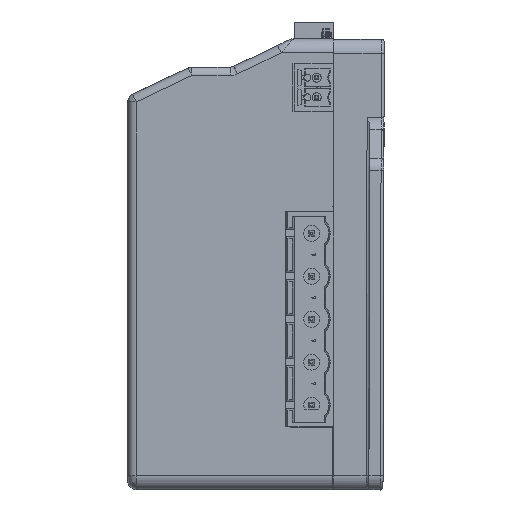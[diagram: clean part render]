
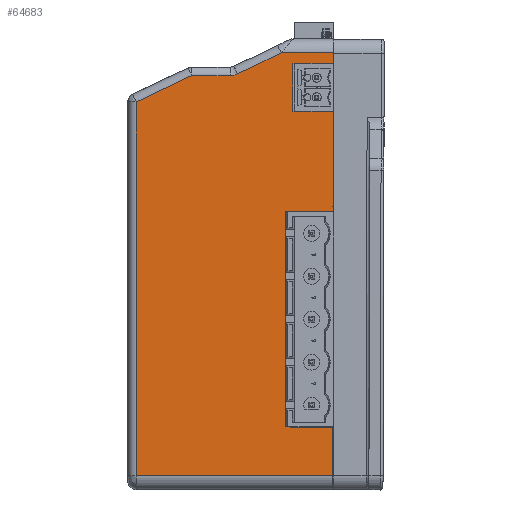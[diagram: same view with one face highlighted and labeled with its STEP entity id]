
A CAD part, left-side view. The second image highlights one B-rep face of the part: STEP entity #64683.
In plain terms, the highlighted face is planar.
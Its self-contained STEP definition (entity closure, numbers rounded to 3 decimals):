
#1500 = VECTOR ( 'NONE', #16890, 1000. ) ;
#1515 = ORIENTED_EDGE ( 'NONE', *, *, #38766, .T. ) ;
#2414 = DIRECTION ( 'NONE',  ( 1., 0., 0. ) ) ;
#2645 = DIRECTION ( 'NONE',  ( 0., 0., -1. ) ) ;
#3236 = ORIENTED_EDGE ( 'NONE', *, *, #74858, .T. ) ;
#3312 = PLANE ( 'NONE',  #110594 ) ;
#3852 = CARTESIAN_POINT ( 'NONE',  ( 150., 9.261, -77.5 ) ) ;
#5151 =( BOUNDED_CURVE ( )  B_SPLINE_CURVE ( 3, ( #89021, #68181, #7427, #110382 ),
 .UNSPECIFIED., .F., .F. ) 
 B_SPLINE_CURVE_WITH_KNOTS ( ( 4, 4 ),
 ( 0., 1. ),
 .UNSPECIFIED. ) 
 CURVE ( )  GEOMETRIC_REPRESENTATION_ITEM ( )  RATIONAL_B_SPLINE_CURVE ( ( 1., 0.984, 0.984, 1. ) ) 
 REPRESENTATION_ITEM ( '' )  );
#5709 = VERTEX_POINT ( 'NONE', #98196 ) ;
#6952 = LINE ( 'NONE', #73994, #45891 ) ;
#7427 = CARTESIAN_POINT ( 'NONE',  ( 150., 17.454, -73.599 ) ) ;
#8528 = LINE ( 'NONE', #3852, #89695 ) ;
#8649 = CARTESIAN_POINT ( 'NONE',  ( 150., 9.261, -77.5 ) ) ;
#9232 = EDGE_CURVE ( 'NONE', #50914, #5709, #126992, .T. ) ;
#15942 = VERTEX_POINT ( 'NONE', #18900 ) ;
#16702 = CARTESIAN_POINT ( 'NONE',  ( 150., 0., -11.125 ) ) ;
#16736 = LINE ( 'NONE', #101134, #109290 ) ;
#16890 = DIRECTION ( 'NONE',  ( 0., 1., 0. ) ) ;
#17277 = CARTESIAN_POINT ( 'NONE',  ( 150., 18.339, -73.5 ) ) ;
#18226 = CARTESIAN_POINT ( 'NONE',  ( 150., 0., -2.5 ) ) ;
#18900 = CARTESIAN_POINT ( 'NONE',  ( 150., 35., -2.5 ) ) ;
#21233 = VERTEX_POINT ( 'NONE', #67751 ) ;
#21552 = VECTOR ( 'NONE', #82779, 1000. ) ;
#22321 = ORIENTED_EDGE ( 'NONE', *, *, #50683, .T. ) ;
#23943 = LINE ( 'NONE', #71158, #87194 ) ;
#24660 = ORIENTED_EDGE ( 'NONE', *, *, #129406, .F. ) ;
#24687 = DIRECTION ( 'NONE',  ( 0., 0., -1. ) ) ;
#28514 = EDGE_CURVE ( 'NONE', #114771, #34058, #63200, .T. ) ;
#29177 = EDGE_CURVE ( 'NONE', #124773, #44873, #5151, .T. ) ;
#29291 = FACE_OUTER_BOUND ( 'NONE', #100320, .T. ) ;
#31980 = CARTESIAN_POINT ( 'NONE',  ( 150., 0., 0. ) ) ;
#33902 = VERTEX_POINT ( 'NONE', #61506 ) ;
#34058 = VERTEX_POINT ( 'NONE', #93687 ) ;
#34595 = CARTESIAN_POINT ( 'NONE',  ( 150., 7., -67.225 ) ) ;
#36440 = CARTESIAN_POINT ( 'NONE',  ( 150., 7.7, -11.125 ) ) ;
#37128 = DIRECTION ( 'NONE',  ( 0., 0., -1. ) ) ;
#37167 = VECTOR ( 'NONE', #52264, 1000. ) ;
#37571 = DIRECTION ( 'NONE',  ( 0., 1., 0. ) ) ;
#38753 = ORIENTED_EDGE ( 'NONE', *, *, #9232, .T. ) ;
#38766 = EDGE_CURVE ( 'NONE', #92865, #84103, #57429, .T. ) ;
#40399 = CARTESIAN_POINT ( 'NONE',  ( 150., 0., 0. ) ) ;
#41783 = CARTESIAN_POINT ( 'NONE',  ( 150., 0., -73.5 ) ) ;
#43208 = DIRECTION ( 'NONE',  ( 0., 0., -1. ) ) ;
#44608 = VERTEX_POINT ( 'NONE', #8649 ) ;
#44698 = ORIENTED_EDGE ( 'NONE', *, *, #67187, .T. ) ;
#44873 = VERTEX_POINT ( 'NONE', #106084 ) ;
#45742 = VERTEX_POINT ( 'NONE', #36440 ) ;
#45863 = DIRECTION ( 'NONE',  ( 0., -1., 0. ) ) ;
#45891 = VECTOR ( 'NONE', #115284, 1000. ) ;
#46136 = LINE ( 'NONE', #57565, #106107 ) ;
#46375 = CARTESIAN_POINT ( 'NONE',  ( 150., 0., -11.125 ) ) ;
#46956 = LINE ( 'NONE', #116642, #111876 ) ;
#47837 = ORIENTED_EDGE ( 'NONE', *, *, #79680, .T. ) ;
#49474 = DIRECTION ( 'NONE',  ( 0., -1., 0. ) ) ;
#49485 = VECTOR ( 'NONE', #37128, 1000. ) ;
#50155 = ORIENTED_EDGE ( 'NONE', *, *, #51760, .T. ) ;
#50338 = DIRECTION ( 'NONE',  ( 0., 0.903, 0.43 ) ) ;
#50683 = EDGE_CURVE ( 'NONE', #34058, #33902, #46136, .T. ) ;
#50914 = VERTEX_POINT ( 'NONE', #99719 ) ;
#51760 = EDGE_CURVE ( 'NONE', #45742, #21233, #58830, .T. ) ;
#52264 = DIRECTION ( 'NONE',  ( 0., 1., 0. ) ) ;
#55878 = ORIENTED_EDGE ( 'NONE', *, *, #85233, .T. ) ;
#56528 = VECTOR ( 'NONE', #37571, 1000. ) ;
#57429 = LINE ( 'NONE', #40399, #109386 ) ;
#57565 = CARTESIAN_POINT ( 'NONE',  ( 150., 0., -75.525 ) ) ;
#58737 = ORIENTED_EDGE ( 'NONE', *, *, #91705, .T. ) ;
#58830 = LINE ( 'NONE', #65944, #83181 ) ;
#61506 = CARTESIAN_POINT ( 'NONE',  ( 150., 0., -75.525 ) ) ;
#63200 = LINE ( 'NONE', #84283, #64744 ) ;
#64683 = ADVANCED_FACE ( 'NONE', ( #29291 ), #3312, .T. ) ;
#64744 = VECTOR ( 'NONE', #2645, 1000. ) ;
#65944 = CARTESIAN_POINT ( 'NONE',  ( 150., 7.7, 0. ) ) ;
#67187 = EDGE_CURVE ( 'NONE', #84103, #45742, #84074, .T. ) ;
#67638 = ORIENTED_EDGE ( 'NONE', *, *, #82186, .T. ) ;
#67751 = CARTESIAN_POINT ( 'NONE',  ( 150., 7.7, -49.375 ) ) ;
#68148 = CARTESIAN_POINT ( 'NONE',  ( 150., 0., -77.5 ) ) ;
#68181 = CARTESIAN_POINT ( 'NONE',  ( 150., 17.891, -73.5 ) ) ;
#71158 = CARTESIAN_POINT ( 'NONE',  ( 150., 25.161, -73.5 ) ) ;
#73994 = CARTESIAN_POINT ( 'NONE',  ( 150., 0., -49.375 ) ) ;
#74858 = EDGE_CURVE ( 'NONE', #124773, #125586, #87418, .T. ) ;
#74975 = DIRECTION ( 'NONE',  ( 0., 0., -1. ) ) ;
#79680 = EDGE_CURVE ( 'NONE', #21233, #50914, #6952, .T. ) ;
#81245 = CARTESIAN_POINT ( 'NONE',  ( 150., 0., -67.225 ) ) ;
#82186 = EDGE_CURVE ( 'NONE', #125586, #107129, #23943, .T. ) ;
#82338 = CARTESIAN_POINT ( 'NONE',  ( 150., 0., -77.5 ) ) ;
#82779 = DIRECTION ( 'NONE',  ( 0., 0., -1. ) ) ;
#83181 = VECTOR ( 'NONE', #24687, 1000. ) ;
#84074 = LINE ( 'NONE', #16702, #56528 ) ;
#84103 = VERTEX_POINT ( 'NONE', #46375 ) ;
#84283 = CARTESIAN_POINT ( 'NONE',  ( 150., 7., 0. ) ) ;
#85188 = LINE ( 'NONE', #98346, #49485 ) ;
#85233 = EDGE_CURVE ( 'NONE', #44608, #44873, #8528, .T. ) ;
#87194 = VECTOR ( 'NONE', #50338, 1000. ) ;
#87418 = LINE ( 'NONE', #41783, #102038 ) ;
#89021 = CARTESIAN_POINT ( 'NONE',  ( 150., 18.339, -73.5 ) ) ;
#89695 = VECTOR ( 'NONE', #119469, 1000. ) ;
#91705 = EDGE_CURVE ( 'NONE', #33902, #117450, #46956, .T. ) ;
#91929 = ORIENTED_EDGE ( 'NONE', *, *, #92989, .T. ) ;
#92865 = VERTEX_POINT ( 'NONE', #18226 ) ;
#92989 = EDGE_CURVE ( 'NONE', #5709, #114771, #106961, .T. ) ;
#93687 = CARTESIAN_POINT ( 'NONE',  ( 150., 7., -75.525 ) ) ;
#98196 = CARTESIAN_POINT ( 'NONE',  ( 150., 0., -67.225 ) ) ;
#98346 = CARTESIAN_POINT ( 'NONE',  ( 150., 35., 0. ) ) ;
#99719 = CARTESIAN_POINT ( 'NONE',  ( 150., 0., -49.375 ) ) ;
#100320 = EDGE_LOOP ( 'NONE', ( #22321, #58737, #128252, #55878, #100828, #3236, #67638, #24660, #106047, #1515, #44698, #50155, #47837, #38753, #91929, #123620 ) ) ;
#100710 = DIRECTION ( 'NONE',  ( 0., 0., -1. ) ) ;
#100828 = ORIENTED_EDGE ( 'NONE', *, *, #29177, .F. ) ;
#101134 = CARTESIAN_POINT ( 'NONE',  ( 150., 0., -2.5 ) ) ;
#102038 = VECTOR ( 'NONE', #114338, 1000. ) ;
#102677 = EDGE_CURVE ( 'NONE', #117450, #44608, #119918, .T. ) ;
#106047 = ORIENTED_EDGE ( 'NONE', *, *, #113828, .T. ) ;
#106084 = CARTESIAN_POINT ( 'NONE',  ( 150., 17.049, -73.791 ) ) ;
#106107 = VECTOR ( 'NONE', #45863, 1000. ) ;
#106961 = LINE ( 'NONE', #81245, #37167 ) ;
#107129 = VERTEX_POINT ( 'NONE', #122403 ) ;
#109290 = VECTOR ( 'NONE', #49474, 1000. ) ;
#109386 = VECTOR ( 'NONE', #100710, 1000. ) ;
#110382 = CARTESIAN_POINT ( 'NONE',  ( 150., 17.049, -73.791 ) ) ;
#110594 = AXIS2_PLACEMENT_3D ( 'NONE', #116279, #2414, #74975 ) ;
#111876 = VECTOR ( 'NONE', #43208, 1000. ) ;
#113828 = EDGE_CURVE ( 'NONE', #15942, #92865, #16736, .T. ) ;
#114338 = DIRECTION ( 'NONE',  ( 0., 1., 0. ) ) ;
#114771 = VERTEX_POINT ( 'NONE', #34595 ) ;
#115284 = DIRECTION ( 'NONE',  ( 0., -1., 0. ) ) ;
#116279 = CARTESIAN_POINT ( 'NONE',  ( 150., 0., 0. ) ) ;
#116642 = CARTESIAN_POINT ( 'NONE',  ( 150., 0., 0. ) ) ;
#117450 = VERTEX_POINT ( 'NONE', #82338 ) ;
#119469 = DIRECTION ( 'NONE',  ( 0., 0.903, 0.43 ) ) ;
#119918 = LINE ( 'NONE', #68148, #1500 ) ;
#120420 = CARTESIAN_POINT ( 'NONE',  ( 150., 25.161, -73.5 ) ) ;
#122403 = CARTESIAN_POINT ( 'NONE',  ( 150., 35., -68.815 ) ) ;
#123620 = ORIENTED_EDGE ( 'NONE', *, *, #28514, .T. ) ;
#124773 = VERTEX_POINT ( 'NONE', #17277 ) ;
#125586 = VERTEX_POINT ( 'NONE', #120420 ) ;
#126992 = LINE ( 'NONE', #31980, #21552 ) ;
#128252 = ORIENTED_EDGE ( 'NONE', *, *, #102677, .T. ) ;
#129406 = EDGE_CURVE ( 'NONE', #15942, #107129, #85188, .T. ) ;
